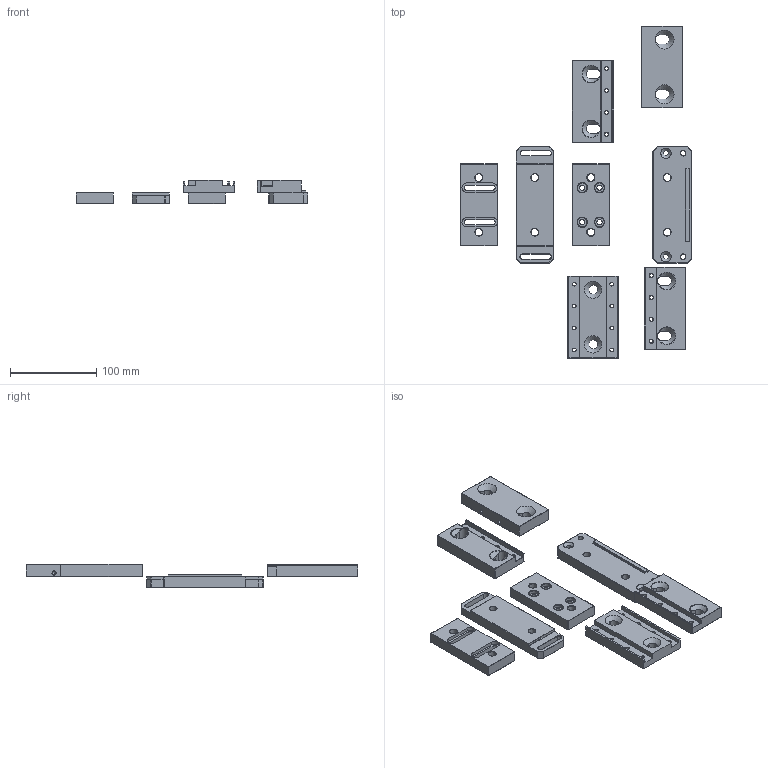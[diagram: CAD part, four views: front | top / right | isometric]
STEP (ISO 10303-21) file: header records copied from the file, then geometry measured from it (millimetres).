
FILE_DESCRIPTION(/* description */ ('','CAx-IF Rec.Pracs.---Representation and Presentation of Product Manufacturing Information (PMI)---4.0---2014-10-13'),/* implementation_level */ '2;1');
FILE_NAME(/* name */ 'Vices.step',/* time_stamp */ '2025-03-04T20:50:03-08:00',/* author */ (''),/* organization */ (''),/* preprocessor_version */ 'ST-DEVELOPER v20',/* originating_system */ 'Autodesk Translation Framework v13.20.0.188',/* authorisation */ '');
FILE_SCHEMA (('AP242_MANAGED_MODEL_BASED_3D_ENGINEERING_MIM_LF { 1 0 10303 442 1 1 4 }'));
Length unit declared in the file: millimetre
Products named in the file (8): Vice; SlidingBase; Jaw; Soft Jaw; RigidBase; Small Sliding Base; Small Rigid Base; Double Sided Jaw
Assembly tree (8 placements, depth 2):
  Vice
    SlidingBase
    Jaw  x2
    Soft Jaw
    RigidBase
    Small Sliding Base
    Small Rigid Base
    Double Sided Jaw
Bounding box: 268.54 x 385 x 27.05 mm (x, y, z)
Volume: 453496.2 mm3; surface area: 122292.4 mm2
Topology: 8 solids, 8 shells, 512 faces, 1175 edges, 666 vertices
Faces by surface type: plane 308, cone 120, cylinder 84
Full cylindrical faces by diameter (mm): 4.234 x18, 6 x8, 8.526 x8, 11 x4
Entity records: 12149 total; most frequent: CARTESIAN_POINT 2122, DIRECTION 2075, ORIENTED_EDGE 1942, EDGE_CURVE 971, LINE 705, VECTOR 705, AXIS2_PLACEMENT_3D 685, VERTEX_POINT 560
